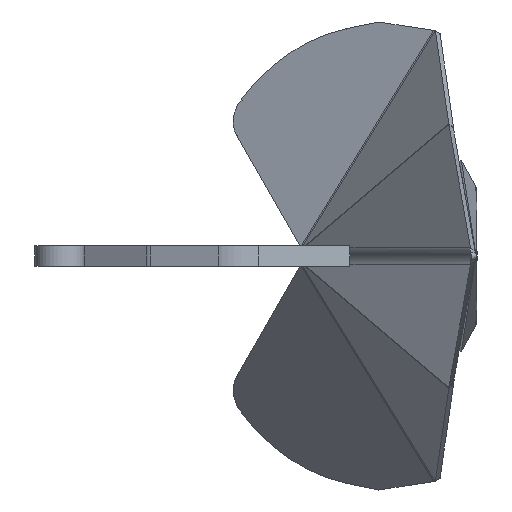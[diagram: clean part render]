
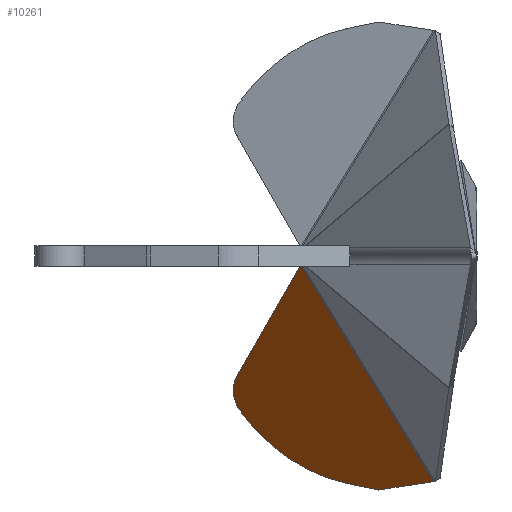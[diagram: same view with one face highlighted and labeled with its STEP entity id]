
A CAD part, left-side view. The second image highlights one B-rep face of the part: STEP entity #10261.
In plain terms, the highlighted face is planar.
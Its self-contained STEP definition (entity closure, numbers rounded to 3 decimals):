
#9213=DIRECTION('',(-0.833,-0.329,0.445));
#9214=VECTOR('',#9213,84.707);
#9215=CARTESIAN_POINT('',(707.955,-277.269,
-134.933));
#9216=LINE('',#9215,#9214);
#9217=DIRECTION('',(-0.733,-0.612,0.296));
#9218=VECTOR('',#9217,46.648);
#9219=CARTESIAN_POINT('',(742.169,-248.716,
-148.724));
#9220=LINE('',#9219,#9218);
#9221=CARTESIAN_POINT('',(667.003,-115.748,
-59.905));
#9222=DIRECTION('',(-0.53,0.243,-0.812));
#9223=DIRECTION('',(0.842,0.033,-0.539));
#9224=AXIS2_PLACEMENT_3D('',#9221,#9222,#9223);
#9226=CARTESIAN_POINT('',(780.345,-111.245,
-132.532));
#9227=DIRECTION('',(-0.53,0.243,-0.812));
#9228=DIRECTION('',(0.407,0.914,0.008));
#9229=AXIS2_PLACEMENT_3D('',#9226,#9227,#9228);
#9231=DIRECTION('',(0.744,-0.326,-0.583));
#9232=VECTOR('',#9231,207.655);
#9233=CARTESIAN_POINT('',(642.907,-5.168,
-11.111));
#9234=LINE('',#9233,#9232);
#9235=DIRECTION('',(0.848,0.138,-0.512));
#9236=VECTOR('',#9235,1.851);
#9237=CARTESIAN_POINT('',(641.338,-5.423,
-10.163));
#9238=LINE('',#9237,#9236);
#9239=DIRECTION('',(-0.013,-0.96,-0.279));
#9240=VECTOR('',#9239,312.162);
#9241=CARTESIAN_POINT('',(641.338,-5.423,
-10.163));
#9242=LINE('',#9241,#9240);
#9479=CARTESIAN_POINT('',(642.907,-5.168,
-11.111));
#9480=CARTESIAN_POINT('',(797.419,-72.873,
-132.201));
#9481=VERTEX_POINT('',#9479);
#9482=VERTEX_POINT('',#9480);
#9483=CARTESIAN_POINT('',(815.688,-109.841,
-155.179));
#9484=VERTEX_POINT('',#9483);
#9485=CARTESIAN_POINT('',(742.169,-248.716,
-148.724));
#9486=VERTEX_POINT('',#9485);
#9487=CARTESIAN_POINT('',(707.955,-277.269,
-134.933));
#9488=VERTEX_POINT('',#9487);
#9505=CARTESIAN_POINT('',(641.338,-5.423,
-10.163));
#9506=CARTESIAN_POINT('',(637.415,-305.169,
-97.237));
#9507=VERTEX_POINT('',#9505);
#9508=VERTEX_POINT('',#9506);
#10241=CARTESIAN_POINT('',(96.267,-86.277,
321.405));
#10242=DIRECTION('',(-0.53,0.243,-0.812));
#10243=DIRECTION('',(0.848,0.138,-0.512));
#10244=AXIS2_PLACEMENT_3D('',#10241,#10242,#10243);
#10245=PLANE('',#10244);
#10247=ORIENTED_EDGE('',*,*,#10246,.T.);
#10249=ORIENTED_EDGE('',*,*,#10248,.F.);
#10251=ORIENTED_EDGE('',*,*,#10250,.F.);
#10253=ORIENTED_EDGE('',*,*,#10252,.F.);
#10255=ORIENTED_EDGE('',*,*,#10254,.F.);
#10257=ORIENTED_EDGE('',*,*,#10256,.F.);
#10258=ORIENTED_EDGE('',*,*,#10232,.F.);
#10259=EDGE_LOOP('',(#10247,#10249,#10251,#10253,#10255,#10257,#10258));
#10260=FACE_OUTER_BOUND('',#10259,.F.);
#9225=CIRCLE('',#9224,176.69);
#9230=CIRCLE('',#9229,42.);
#10232=EDGE_CURVE('',#9507,#9481,#9238,.T.);
#10246=EDGE_CURVE('',#9507,#9508,#9242,.T.);
#10248=EDGE_CURVE('',#9488,#9508,#9216,.T.);
#10250=EDGE_CURVE('',#9486,#9488,#9220,.T.);
#10252=EDGE_CURVE('',#9484,#9486,#9225,.T.);
#10254=EDGE_CURVE('',#9482,#9484,#9230,.T.);
#10256=EDGE_CURVE('',#9481,#9482,#9234,.T.);
#10261=ADVANCED_FACE('',(#10260),#10245,.T.);
